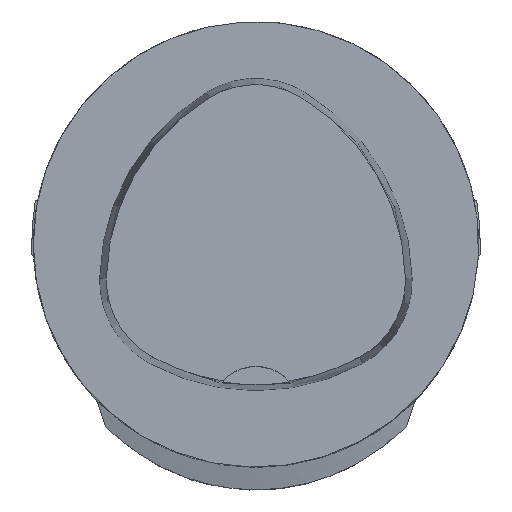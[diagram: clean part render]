
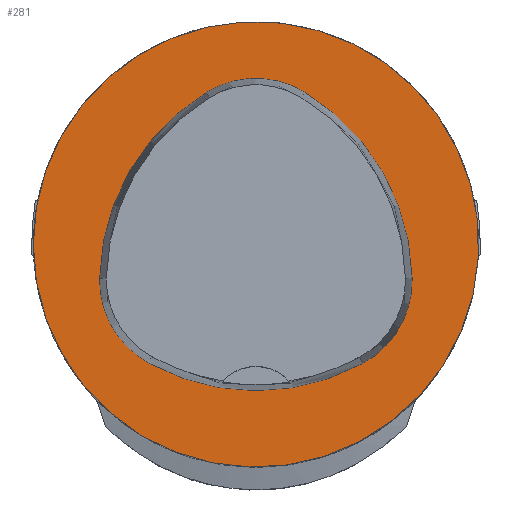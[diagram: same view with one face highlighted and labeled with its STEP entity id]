
A CAD part, top view. The second image highlights one B-rep face of the part: STEP entity #281.
In plain terms, the highlighted planar face has unit normal (0, 0, 1).
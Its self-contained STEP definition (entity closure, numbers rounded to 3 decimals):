
#281=ADVANCED_FACE('',(#701,#702),#355,.T.);
#355=PLANE('',#1943);
#701=FACE_BOUND('',#751,.T.);
#702=FACE_BOUND('',#752,.T.);
#751=EDGE_LOOP('',(#1027,#1028,#1029,#1030,#1031,#1032));
#752=EDGE_LOOP('',(#1033));
#1027=ORIENTED_EDGE('',*,*,#1610,.T.);
#1028=ORIENTED_EDGE('',*,*,#1590,.T.);
#1029=ORIENTED_EDGE('',*,*,#1594,.T.);
#1030=ORIENTED_EDGE('',*,*,#1597,.T.);
#1031=ORIENTED_EDGE('',*,*,#1600,.T.);
#1032=ORIENTED_EDGE('',*,*,#1608,.T.);
#1033=ORIENTED_EDGE('',*,*,#1570,.F.);
#1381=VERTEX_POINT('',#2851);
#1400=VERTEX_POINT('',#2901);
#1401=VERTEX_POINT('',#2902);
#1404=VERTEX_POINT('',#2910);
#1406=VERTEX_POINT('',#2916);
#1408=VERTEX_POINT('',#2922);
#1415=VERTEX_POINT('',#2943);
#1570=EDGE_CURVE('',#1381,#1381,#1734,.T.);
#1590=EDGE_CURVE('',#1400,#1401,#1735,.T.);
#1594=EDGE_CURVE('',#1401,#1404,#1737,.T.);
#1597=EDGE_CURVE('',#1404,#1406,#1739,.T.);
#1600=EDGE_CURVE('',#1406,#1408,#1741,.T.);
#1608=EDGE_CURVE('',#1408,#1415,#1745,.T.);
#1610=EDGE_CURVE('',#1415,#1400,#1747,.T.);
#1734=CIRCLE('',#1910,20.);
#1735=CIRCLE('',#1921,20.);
#1737=CIRCLE('',#1924,8.5);
#1739=CIRCLE('',#1927,20.);
#1741=CIRCLE('',#1930,8.5);
#1745=CIRCLE('',#1935,20.);
#1747=CIRCLE('',#1938,8.5);
#1910=AXIS2_PLACEMENT_3D('',#2850,#2207,#2208);
#1921=AXIS2_PLACEMENT_3D('',#2900,#2237,#2238);
#1924=AXIS2_PLACEMENT_3D('',#2909,#2245,#2246);
#1927=AXIS2_PLACEMENT_3D('',#2915,#2252,#2253);
#1930=AXIS2_PLACEMENT_3D('',#2921,#2259,#2260);
#1935=AXIS2_PLACEMENT_3D('',#2944,#2271,#2272);
#1938=AXIS2_PLACEMENT_3D('',#2947,#2277,#2278);
#1943=AXIS2_PLACEMENT_3D('',#2952,#2287,#2288);
#2207=DIRECTION('',(0.,0.,-1.));
#2208=DIRECTION('',(-1.,0.,0.));
#2237=DIRECTION('',(0.,0.,-1.));
#2238=DIRECTION('',(-1.,0.,0.));
#2245=DIRECTION('',(0.,0.,-1.));
#2246=DIRECTION('',(-1.,0.,0.));
#2252=DIRECTION('',(0.,0.,-1.));
#2253=DIRECTION('',(-1.,0.,0.));
#2259=DIRECTION('',(0.,0.,-1.));
#2260=DIRECTION('',(-1.,0.,0.));
#2271=DIRECTION('',(0.,0.,-1.));
#2272=DIRECTION('',(-1.,0.,0.));
#2277=DIRECTION('',(0.,0.,-1.));
#2278=DIRECTION('',(-1.,0.,0.));
#2287=DIRECTION('',(0.,0.,1.));
#2288=DIRECTION('',(1.,0.,0.));
#2850=CARTESIAN_POINT('',(0.,0.,0.));
#2851=CARTESIAN_POINT('',(-20.,0.,0.));
#2900=CARTESIAN_POINT('',(5.955,-3.414,0.));
#2901=CARTESIAN_POINT('',(-14.041,-3.042,0.));
#2902=CARTESIAN_POINT('',(-4.472,13.653,0.));
#2909=CARTESIAN_POINT('',(-0.04,6.4,0.));
#2910=CARTESIAN_POINT('',(4.347,13.68,0.));
#2915=CARTESIAN_POINT('',(-5.976,-3.45,0.));
#2916=CARTESIAN_POINT('',(14.021,-3.075,0.));
#2921=CARTESIAN_POINT('',(5.522,-3.235,0.));
#2922=CARTESIAN_POINT('',(9.588,-10.699,0.));
#2943=CARTESIAN_POINT('',(-9.655,-10.639,0.));
#2944=CARTESIAN_POINT('',(0.022,6.864,0.));
#2947=CARTESIAN_POINT('',(-5.543,-3.2,0.));
#2952=CARTESIAN_POINT('',(0.,0.,0.));
